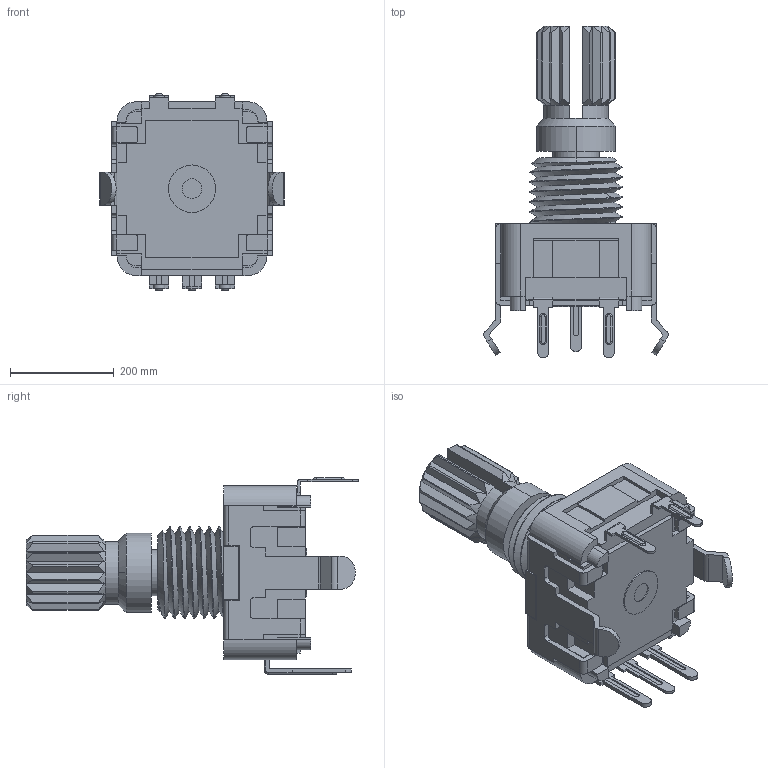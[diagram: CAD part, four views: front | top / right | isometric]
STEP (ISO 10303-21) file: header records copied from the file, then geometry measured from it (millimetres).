
FILE_DESCRIPTION((''),'2;1');
FILE_NAME('PEC11-4215K-S0012','2009-12-21T',('Administrator'),(''),'PRO/ENGINEER BY PARAMETRIC TECHNOLOGY CORPORATION, 2001280','PRO/ENGINEER BY PARAMETRIC TECHNOLOGY CORPORATION, 2001280','');
FILE_SCHEMA(('CONFIG_CONTROL_DESIGN'));
Length unit declared in the file: inch
Products named in the file (1): PEC11-4215K-S0012
Bounding box: 355.56 x 640.08 x 378.46 mm (x, y, z)
Volume: 19603540.9 mm3; surface area: 1051466.4 mm2
Topology: 1 solids, 2 shells, 509 faces, 1393 edges, 906 vertices
Faces by surface type: plane 318, cylinder 145, cone 28, torus 13, bspline 5
Entity records: 17640 total; most frequent: CARTESIAN_POINT 4632, ORIENTED_EDGE 2786, DIRECTION 2609, EDGE_CURVE 1393, VECTOR 973, LINE 973, VERTEX_POINT 906, AXIS2_PLACEMENT_3D 818
